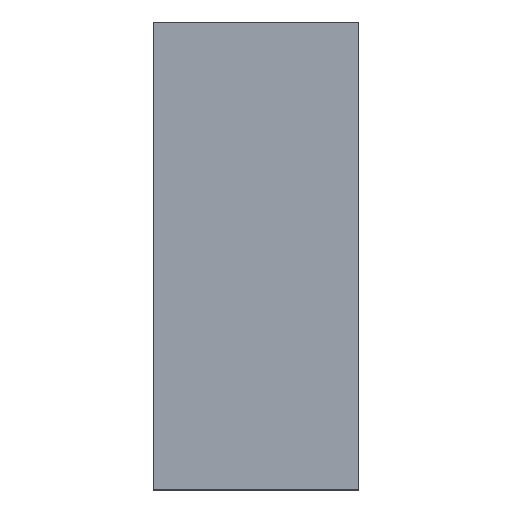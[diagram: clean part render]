
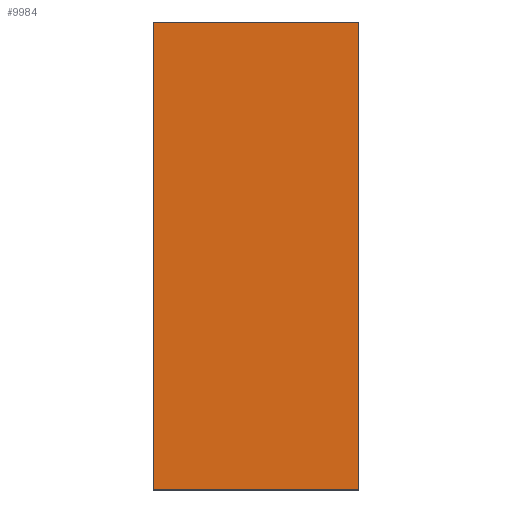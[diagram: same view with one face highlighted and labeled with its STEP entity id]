
A CAD part, top view. The second image highlights one B-rep face of the part: STEP entity #9984.
In plain terms, the highlighted planar face has unit normal (0, 0, 1).
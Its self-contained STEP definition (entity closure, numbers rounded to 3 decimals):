
#1804=FACE_OUTER_BOUND('',#2412,.T.);
#2412=EDGE_LOOP('',(#9087,#9088,#9089,#9090));
#3140=LINE('',#18438,#3880);
#3142=LINE('',#18442,#3882);
#3144=LINE('',#18446,#3884);
#3146=LINE('',#18449,#3886);
#3880=VECTOR('',#14669,10.);
#3882=VECTOR('',#14673,10.);
#3884=VECTOR('',#14677,10.);
#3886=VECTOR('',#14681,10.);
#4783=VERTEX_POINT('',#18435);
#4784=VERTEX_POINT('',#18437);
#4785=VERTEX_POINT('',#18441);
#4786=VERTEX_POINT('',#18445);
#6216=EDGE_CURVE('',#4784,#4783,#3140,.T.);
#6218=EDGE_CURVE('',#4785,#4784,#3142,.T.);
#6220=EDGE_CURVE('',#4786,#4785,#3144,.T.);
#6222=EDGE_CURVE('',#4783,#4786,#3146,.T.);
#9087=ORIENTED_EDGE('',*,*,#6222,.T.);
#9088=ORIENTED_EDGE('',*,*,#6220,.T.);
#9089=ORIENTED_EDGE('',*,*,#6218,.T.);
#9090=ORIENTED_EDGE('',*,*,#6216,.T.);
#9377=PLANE('',#11537);
#9984=ADVANCED_FACE('',(#1804),#9377,.T.);
#11537=AXIS2_PLACEMENT_3D('',#18450,#14682,#14683);
#14669=DIRECTION('',(1.,0.,0.));
#14673=DIRECTION('',(0.,-1.,0.));
#14677=DIRECTION('',(-1.,0.,0.));
#14681=DIRECTION('',(0.,1.,0.));
#14682=DIRECTION('center_axis',(0.,0.,1.));
#14683=DIRECTION('ref_axis',(1.,0.,0.));
#18435=CARTESIAN_POINT('',(465.,-1057.5,1.5));
#18437=CARTESIAN_POINT('',(-465.,-1057.5,1.5));
#18438=CARTESIAN_POINT('',(-465.,-1057.5,1.5));
#18441=CARTESIAN_POINT('',(-465.,1057.5,1.5));
#18442=CARTESIAN_POINT('',(-465.,1057.5,1.5));
#18445=CARTESIAN_POINT('',(465.,1057.5,1.5));
#18446=CARTESIAN_POINT('',(465.,1057.5,1.5));
#18449=CARTESIAN_POINT('',(465.,-1057.5,1.5));
#18450=CARTESIAN_POINT('Origin',(0.,0.,
1.5));
